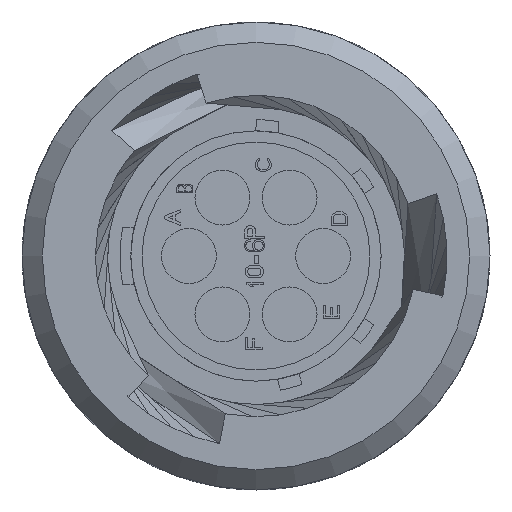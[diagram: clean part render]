
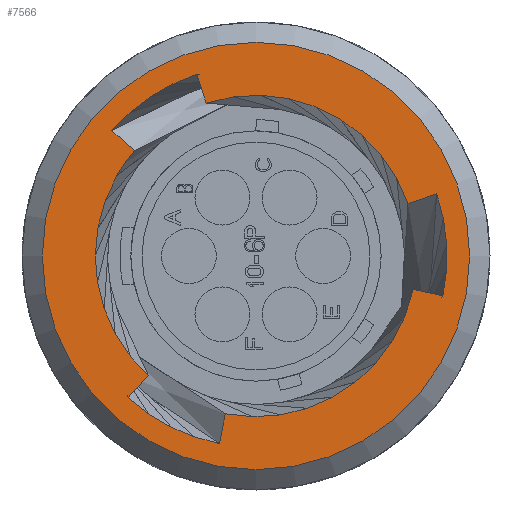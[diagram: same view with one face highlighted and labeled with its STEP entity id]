
A CAD part, left-side view. The second image highlights one B-rep face of the part: STEP entity #7566.
In plain terms, the highlighted planar face has unit normal (-1, 0, 0).
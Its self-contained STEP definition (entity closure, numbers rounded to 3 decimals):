
#280=B_SPLINE_CURVE_WITH_KNOTS('',3,(#11863,#11864,#11865,#11866),
 .UNSPECIFIED.,.F.,.F.,(4,4),(0.,1.),.UNSPECIFIED.);
#399=LINE('',#11838,#1112);
#400=LINE('',#11843,#1113);
#401=LINE('',#11847,#1114);
#402=LINE('',#11851,#1115);
#403=LINE('',#11855,#1116);
#404=LINE('',#11859,#1117);
#1112=VECTOR('',#9147,1000.);
#1113=VECTOR('',#9150,1000.);
#1114=VECTOR('',#9153,1000.);
#1115=VECTOR('',#9156,1000.);
#1116=VECTOR('',#9159,1000.);
#1117=VECTOR('',#9162,1000.);
#2054=ORIENTED_EDGE('',*,*,#4330,.F.);
#2055=ORIENTED_EDGE('',*,*,#4331,.T.);
#2056=ORIENTED_EDGE('',*,*,#4332,.T.);
#2057=ORIENTED_EDGE('',*,*,#4333,.T.);
#2058=ORIENTED_EDGE('',*,*,#4334,.T.);
#2059=ORIENTED_EDGE('',*,*,#4335,.T.);
#2060=ORIENTED_EDGE('',*,*,#4336,.T.);
#2061=ORIENTED_EDGE('',*,*,#4337,.T.);
#2062=ORIENTED_EDGE('',*,*,#4338,.T.);
#2063=ORIENTED_EDGE('',*,*,#4339,.T.);
#2064=ORIENTED_EDGE('',*,*,#4340,.T.);
#2065=ORIENTED_EDGE('',*,*,#4341,.T.);
#2066=ORIENTED_EDGE('',*,*,#4342,.T.);
#2067=ORIENTED_EDGE('',*,*,#4343,.T.);
#4330=EDGE_CURVE('',#5458,#5458,#6091,.T.);
#4331=EDGE_CURVE('',#5459,#5460,#399,.T.);
#4332=EDGE_CURVE('',#5460,#5461,#6092,.T.);
#4333=EDGE_CURVE('',#5461,#5462,#400,.T.);
#4334=EDGE_CURVE('',#5462,#5463,#6093,.T.);
#4335=EDGE_CURVE('',#5463,#5464,#401,.T.);
#4336=EDGE_CURVE('',#5464,#5465,#6094,.T.);
#4337=EDGE_CURVE('',#5465,#5466,#402,.T.);
#4338=EDGE_CURVE('',#5466,#5467,#6095,.T.);
#4339=EDGE_CURVE('',#5467,#5468,#403,.T.);
#4340=EDGE_CURVE('',#5468,#5469,#6096,.T.);
#4341=EDGE_CURVE('',#5469,#5470,#404,.T.);
#4342=EDGE_CURVE('',#5470,#5471,#6097,.T.);
#4343=EDGE_CURVE('',#5471,#5459,#280,.T.);
#5458=VERTEX_POINT('',#11837);
#5459=VERTEX_POINT('',#11839);
#5460=VERTEX_POINT('',#11840);
#5461=VERTEX_POINT('',#11842);
#5462=VERTEX_POINT('',#11844);
#5463=VERTEX_POINT('',#11846);
#5464=VERTEX_POINT('',#11848);
#5465=VERTEX_POINT('',#11850);
#5466=VERTEX_POINT('',#11852);
#5467=VERTEX_POINT('',#11854);
#5468=VERTEX_POINT('',#11856);
#5469=VERTEX_POINT('',#11858);
#5470=VERTEX_POINT('',#11860);
#5471=VERTEX_POINT('',#11862);
#6091=CIRCLE('',#8145,10.5);
#6092=CIRCLE('',#8146,9.39);
#6093=CIRCLE('',#8147,7.9);
#6094=CIRCLE('',#8148,9.39);
#6095=CIRCLE('',#8149,7.9);
#6096=CIRCLE('',#8150,9.39);
#6097=CIRCLE('',#8151,7.9);
#6330=EDGE_LOOP('',(#2054));
#6331=EDGE_LOOP('',(#2055,#2056,#2057,#2058,#2059,#2060,#2061,#2062,#2063,
#2064,#2065,#2066,#2067));
#6831=FACE_BOUND('',#6330,.T.);
#6832=FACE_BOUND('',#6331,.T.);
#7301=PLANE('',#8144);
#7566=ADVANCED_FACE('',(#6831,#6832),#7301,.F.);
#8144=AXIS2_PLACEMENT_3D('',#11835,#9143,#9144);
#8145=AXIS2_PLACEMENT_3D('',#11836,#9145,#9146);
#8146=AXIS2_PLACEMENT_3D('',#11841,#9148,#9149);
#8147=AXIS2_PLACEMENT_3D('',#11845,#9151,#9152);
#8148=AXIS2_PLACEMENT_3D('',#11849,#9154,#9155);
#8149=AXIS2_PLACEMENT_3D('',#11853,#9157,#9158);
#8150=AXIS2_PLACEMENT_3D('',#11857,#9160,#9161);
#8151=AXIS2_PLACEMENT_3D('',#11861,#9163,#9164);
#9143=DIRECTION('',(1.,0.,0.));
#9144=DIRECTION('',(0.,0.,-1.));
#9145=DIRECTION('',(1.,0.,0.));
#9146=DIRECTION('',(0.,0.,-1.));
#9147=DIRECTION('',(0.,0.755,0.656));
#9148=DIRECTION('',(1.,0.,0.));
#9149=DIRECTION('',(0.,0.,-1.));
#9150=DIRECTION('',(0.,-0.309,-0.951));
#9151=DIRECTION('',(1.,0.,0.));
#9152=DIRECTION('',(0.,0.,-1.));
#9153=DIRECTION('',(0.,-0.946,0.326));
#9154=DIRECTION('',(1.,0.,0.));
#9155=DIRECTION('',(0.,0.,-1.));
#9156=DIRECTION('',(0.,0.978,0.208));
#9157=DIRECTION('',(1.,0.,0.));
#9158=DIRECTION('',(0.,0.,-1.));
#9159=DIRECTION('',(0.,0.191,-0.982));
#9160=DIRECTION('',(1.,0.,0.));
#9161=DIRECTION('',(0.,0.,-1.));
#9162=DIRECTION('',(0.,-0.669,0.743));
#9163=DIRECTION('',(1.,0.,0.));
#9164=DIRECTION('',(0.,0.,-1.));
#11835=CARTESIAN_POINT('',(0.,0.,0.));
#11836=CARTESIAN_POINT('',(0.,0.,0.));
#11837=CARTESIAN_POINT('',(0.,0.,-10.5));
#11838=CARTESIAN_POINT('',(0.,5.962,5.183));
#11839=CARTESIAN_POINT('',(0.,5.962,5.183));
#11840=CARTESIAN_POINT('',(0.,7.087,6.16));
#11841=CARTESIAN_POINT('',(0.,0.,0.));
#11842=CARTESIAN_POINT('',(0.,2.902,8.93));
#11843=CARTESIAN_POINT('',(0.,2.902,8.93));
#11844=CARTESIAN_POINT('',(0.,2.441,7.513));
#11845=CARTESIAN_POINT('',(0.,0.,0.));
#11846=CARTESIAN_POINT('',(0.,-7.47,2.572));
#11847=CARTESIAN_POINT('',(0.,-7.47,2.572));
#11848=CARTESIAN_POINT('',(0.,-8.878,3.057));
#11849=CARTESIAN_POINT('',(0.,0.,0.));
#11850=CARTESIAN_POINT('',(0.,-9.185,-1.952));
#11851=CARTESIAN_POINT('',(0.,-9.185,-1.952));
#11852=CARTESIAN_POINT('',(0.,-7.727,-1.643));
#11853=CARTESIAN_POINT('',(0.,0.,0.));
#11854=CARTESIAN_POINT('',(0.,1.507,-7.755));
#11855=CARTESIAN_POINT('',(0.,1.507,-7.755));
#11856=CARTESIAN_POINT('',(0.,1.792,-9.217));
#11857=CARTESIAN_POINT('',(0.,0.,0.));
#11858=CARTESIAN_POINT('',(0.,6.283,-6.978));
#11859=CARTESIAN_POINT('',(0.,6.283,-6.978));
#11860=CARTESIAN_POINT('',(0.,5.286,-5.871));
#11861=CARTESIAN_POINT('',(0.,0.,0.));
#11862=CARTESIAN_POINT('',(0.,7.9,0.));
#11863=CARTESIAN_POINT('',(0.,7.899,0.));
#11864=CARTESIAN_POINT('',(0.,7.896,1.887));
#11865=CARTESIAN_POINT('',(0.,7.199,3.76));
#11866=CARTESIAN_POINT('',(0.,5.962,5.183));
